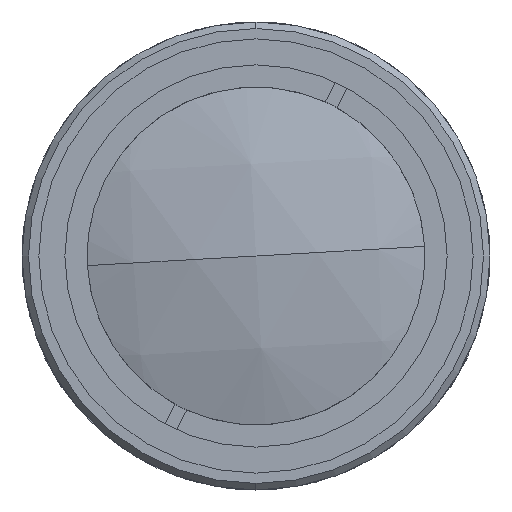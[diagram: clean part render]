
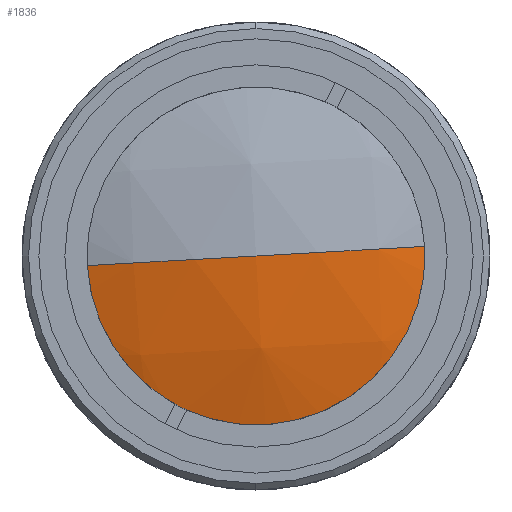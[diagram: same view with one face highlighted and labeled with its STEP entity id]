
A CAD part, left-side view. The second image highlights one B-rep face of the part: STEP entity #1836.
In plain terms, the highlighted spherical face has radius 43.203 mm.
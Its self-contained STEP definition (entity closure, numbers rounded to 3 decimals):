
#86 = DIRECTION ( 'NONE',  ( 0., -0.998, 0.057 ) ) ;
#355 = DIRECTION ( 'NONE',  ( 0., 0.057, 0.998 ) ) ;
#537 = DIRECTION ( 'NONE',  ( 0., -0.057, -0.998 ) ) ;
#645 = DIRECTION ( 'NONE',  ( 0., 0.998, -0.057 ) ) ;
#933 = EDGE_LOOP ( 'NONE', ( #2432, #4199, #3993 ) ) ;
#1033 = SPHERICAL_SURFACE ( 'NONE', #4102, 43.203 ) ;
#1059 = EDGE_CURVE ( 'NONE', #4059, #3507, #1921, .T. ) ;
#1131 = AXIS2_PLACEMENT_3D ( 'NONE', #2184, #537, #1557 ) ;
#1339 = CARTESIAN_POINT ( 'NONE',  ( 11.331, 0., 0. ) ) ;
#1351 = DIRECTION ( 'NONE',  ( 0., 0.057, 0.998 ) ) ;
#1409 = CIRCLE ( 'NONE', #1131, 43.203 ) ;
#1557 = DIRECTION ( 'NONE',  ( 0., 0.998, -0.057 ) ) ;
#1624 = DIRECTION ( 'NONE',  ( -1., 0., 0. ) ) ;
#1741 = CARTESIAN_POINT ( 'NONE',  ( 11.331, -13.977, 0.794 ) ) ;
#1813 = EDGE_CURVE ( 'NONE', #4059, #3533, #1845, .T. ) ;
#1836 = ADVANCED_FACE ( 'NONE', ( #2948 ), #1033, .T. ) ;
#1845 = CIRCLE ( 'NONE', #2930, 14. ) ;
#1921 = CIRCLE ( 'NONE', #2461, 43.203 ) ;
#1995 = CARTESIAN_POINT ( 'NONE',  ( 52.203, 0., 0. ) ) ;
#2184 = CARTESIAN_POINT ( 'NONE',  ( 52.203, 0., 0. ) ) ;
#2432 = ORIENTED_EDGE ( 'NONE', *, *, #1813, .T. ) ;
#2461 = AXIS2_PLACEMENT_3D ( 'NONE', #3322, #1351, #86 ) ;
#2930 = AXIS2_PLACEMENT_3D ( 'NONE', #1339, #1624, #355 ) ;
#2948 = FACE_OUTER_BOUND ( 'NONE', #933, .T. ) ;
#2973 = CARTESIAN_POINT ( 'NONE',  ( 9., 0., 0. ) ) ;
#3167 = EDGE_CURVE ( 'NONE', #3533, #3507, #1409, .T. ) ;
#3322 = CARTESIAN_POINT ( 'NONE',  ( 52.203, 0., 0. ) ) ;
#3507 = VERTEX_POINT ( 'NONE', #2973 ) ;
#3530 = CARTESIAN_POINT ( 'NONE',  ( 11.331, 13.977, -0.794 ) ) ;
#3533 = VERTEX_POINT ( 'NONE', #1741 ) ;
#3592 = DIRECTION ( 'NONE',  ( 0., -0.057, -0.998 ) ) ;
#3993 = ORIENTED_EDGE ( 'NONE', *, *, #1059, .F. ) ;
#4059 = VERTEX_POINT ( 'NONE', #3530 ) ;
#4102 = AXIS2_PLACEMENT_3D ( 'NONE', #1995, #3592, #645 ) ;
#4199 = ORIENTED_EDGE ( 'NONE', *, *, #3167, .T. ) ;
